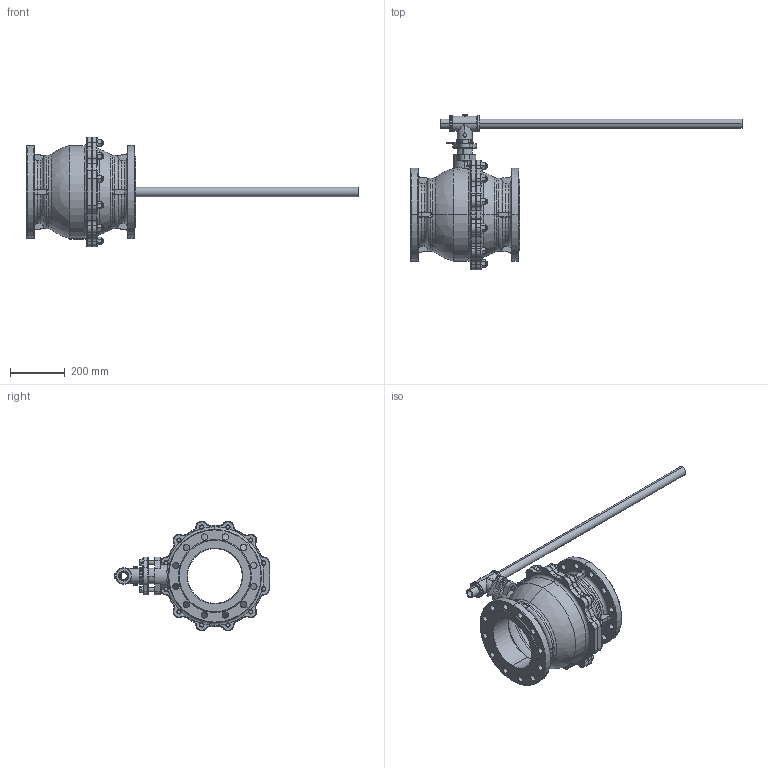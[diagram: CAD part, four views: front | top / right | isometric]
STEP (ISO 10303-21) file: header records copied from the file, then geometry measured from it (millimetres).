
FILE_DESCRIPTION (( 'STEP AP203' ), '1' );
FILE_NAME ('肅200蚾饜极.STEP', '2023-08-23T07:06:34', ( '' ), ( '' ), 'SwSTEP 2.0', 'SolidWorks 2021', '' );
FILE_SCHEMA (( 'CONFIG_CONTROL_DESIGN' ));
Length unit declared in the file: millimetre
Products named in the file (13): hexagon head bolts-full thread gb_GB_FASTENER_BOLT_STBAB A M8X16-N; 日200借德200板杠套; hexagon socket head cap screws gb_GB_FASTENER_SCREWS_HSHCS M16X65-N; hexagon head bolts-full thread gb_GB_FASTENER_BOLT_STBAB A M10X20-N; 日200借德200板杠; 肅200概裝; 肅200酘概极; hex nuts, style 1-grades ab gb_GB_FASTENER_NUT_SNAB1 M16-N; double end studs bm=1.25d gb_GB_FASTENER_BOLT_DESBB A M16X40-N; 日200借德200限位块; 肅200蚾饜极; 肅200衵概极; 日200借德200填料压板
Assembly tree (36 placements, depth 2):
  肅200蚾饜极
    肅200酘概极
    肅200衵概极
    肅200概裝
    日200借德200填料压板
    日200借德200限位块
    日200借德200板杠套
    日200借德200板杠
    double end studs bm=1.25d gb_GB_FASTENER_BOLT_DESBB A M16X40-N  x12
    hex nuts, style 1-grades ab gb_GB_FASTENER_NUT_SNAB1 M16-N  x12
    hexagon socket head cap screws gb_GB_FASTENER_SCREWS_HSHCS M16X65-N  x2
    hexagon head bolts-full thread gb_GB_FASTENER_BOLT_STBAB A M8X16-N  x2
    hexagon head bolts-full thread gb_GB_FASTENER_BOLT_STBAB A M10X20-N
Bounding box: 1212.74 x 567.18 x 400 mm (x, y, z)
Volume: 10971053.3 mm3; surface area: 1619119.5 mm2
Topology: 36 solids, 36 shells, 1409 faces, 3422 edges, 2103 vertices
Faces by surface type: cylinder 464, plane 407, cone 310, torus 174, bspline 50, sphere 4
Entity records: 35586 total; most frequent: CARTESIAN_POINT 9912, DIRECTION 5182, ORIENTED_EDGE 4884, EDGE_CURVE 2442, AXIS2_PLACEMENT_3D 2090, VERTEX_POINT 1546, CIRCLE 1162, EDGE_LOOP 1086
